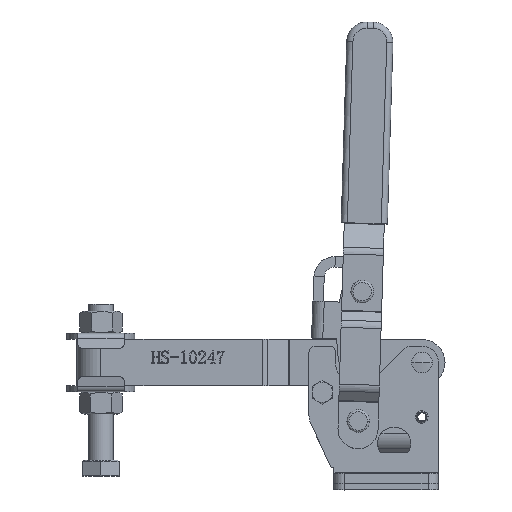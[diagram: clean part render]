
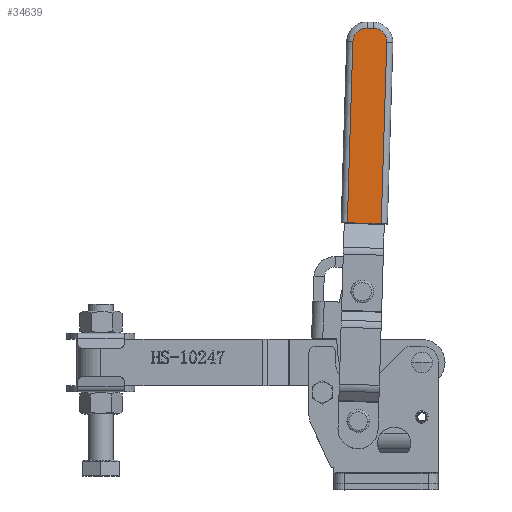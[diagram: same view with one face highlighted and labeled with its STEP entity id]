
A CAD part, top view. The second image highlights one B-rep face of the part: STEP entity #34639.
In plain terms, the highlighted face is planar.
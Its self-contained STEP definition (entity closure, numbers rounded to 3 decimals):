
#880 = ORIENTED_EDGE ( 'NONE', *, *, #29504, .T. ) ;
#881 = ORIENTED_EDGE ( 'NONE', *, *, #29516, .T. ) ;
#882 = ORIENTED_EDGE ( 'NONE', *, *, #29518, .T. ) ;
#883 = ORIENTED_EDGE ( 'NONE', *, *, #29520, .T. ) ;
#884 = ORIENTED_EDGE ( 'NONE', *, *, #29522, .T. ) ;
#885 = ORIENTED_EDGE ( 'NONE', *, *, #29524, .T. ) ;
#7209 = LINE ( 'NONE', #28571, #7211 ) ;
#7211 = VECTOR ( 'NONE', #28576, 1000. ) ;
#7219 = LINE ( 'NONE', #28553, #7224 ) ;
#7222 = CIRCLE ( 'NONE', #37593, 6.75 ) ;
#7224 = VECTOR ( 'NONE', #28552, 1000. ) ;
#7225 = LINE ( 'NONE', #28562, #7227 ) ;
#7226 = CIRCLE ( 'NONE', #37598, 6.75 ) ;
#7227 = VECTOR ( 'NONE', #28561, 1000. ) ;
#7228 = LINE ( 'NONE', #28550, #7230 ) ;
#7230 = VECTOR ( 'NONE', #28549, 1000. ) ;
#14921 = FACE_OUTER_BOUND ( 'NONE', #18166, .T. ) ;
#18166 = EDGE_LOOP ( 'NONE', ( #880, #881, #882, #883, #884, #885 ) ) ;
#18715 = AXIS2_PLACEMENT_3D ( 'NONE', #21892, #21902, #21903 ) ;
#21892 = CARTESIAN_POINT ( 'NONE',  ( 0., 13., 0. ) ) ;
#21899 = PLANE ( 'NONE',  #18715 ) ;
#21902 = DIRECTION ( 'NONE',  ( 0., 1., 0. ) ) ;
#21903 = DIRECTION ( 'NONE',  ( 0., 0., 1. ) ) ;
#27999 = CARTESIAN_POINT ( 'NONE',  ( 66.703, 13., 3.21 ) ) ;
#28200 = CARTESIAN_POINT ( 'NONE',  ( -21.547, 13., 3.21 ) ) ;
#28274 = CARTESIAN_POINT ( 'NONE',  ( -28.297, 13., -6.54 ) ) ;
#28540 = DIRECTION ( 'NONE',  ( 0., 0., 1. ) ) ;
#28541 = DIRECTION ( 'NONE',  ( 0., 1., 0. ) ) ;
#28542 = CARTESIAN_POINT ( 'NONE',  ( -21.547, 13., -3.54 ) ) ;
#28545 = DIRECTION ( 'NONE',  ( 0., 0., 1. ) ) ;
#28546 = DIRECTION ( 'NONE',  ( 0., 1., 0. ) ) ;
#28548 = CARTESIAN_POINT ( 'NONE',  ( -21.547, 13., -6.54 ) ) ;
#28549 = DIRECTION ( 'NONE',  ( 1., 0., 0. ) ) ;
#28550 = CARTESIAN_POINT ( 'NONE',  ( 66.703, 13., 3.21 ) ) ;
#28552 = DIRECTION ( 'NONE',  ( -1., 0., 0. ) ) ;
#28553 = CARTESIAN_POINT ( 'NONE',  ( -21.547, 13., -13.29 ) ) ;
#28561 = DIRECTION ( 'NONE',  ( 0., 0., 1. ) ) ;
#28562 = CARTESIAN_POINT ( 'NONE',  ( -28.297, 13., -3.54 ) ) ;
#28571 = CARTESIAN_POINT ( 'NONE',  ( 66.703, 13., -16.29 ) ) ;
#28576 = DIRECTION ( 'NONE',  ( 0., 0., -1. ) ) ;
#29504 = EDGE_CURVE ( 'NONE', #39962, #40755, #7209, .T. ) ;
#29516 = EDGE_CURVE ( 'NONE', #40755, #40609, #7219, .T. ) ;
#29518 = EDGE_CURVE ( 'NONE', #40609, #40305, #7222, .T. ) ;
#29520 = EDGE_CURVE ( 'NONE', #40305, #40687, #7225, .T. ) ;
#29522 = EDGE_CURVE ( 'NONE', #40687, #40221, #7226, .T. ) ;
#29524 = EDGE_CURVE ( 'NONE', #40221, #39962, #7228, .T. ) ;
#30193 = CARTESIAN_POINT ( 'NONE',  ( -21.547, 13., -13.29 ) ) ;
#30478 = CARTESIAN_POINT ( 'NONE',  ( -28.297, 13., -3.54 ) ) ;
#30929 = CARTESIAN_POINT ( 'NONE',  ( 66.703, 13., -13.29 ) ) ;
#34639 = ADVANCED_FACE ( 'NONE', ( #14921 ), #21899, .T. ) ;
#37593 = AXIS2_PLACEMENT_3D ( 'NONE', #28548, #28546, #28545 ) ;
#37598 = AXIS2_PLACEMENT_3D ( 'NONE', #28542, #28541, #28540 ) ;
#39962 = VERTEX_POINT ( 'NONE', #27999 ) ;
#40221 = VERTEX_POINT ( 'NONE', #28200 ) ;
#40305 = VERTEX_POINT ( 'NONE', #28274 ) ;
#40609 = VERTEX_POINT ( 'NONE', #30193 ) ;
#40687 = VERTEX_POINT ( 'NONE', #30478 ) ;
#40755 = VERTEX_POINT ( 'NONE', #30929 ) ;
